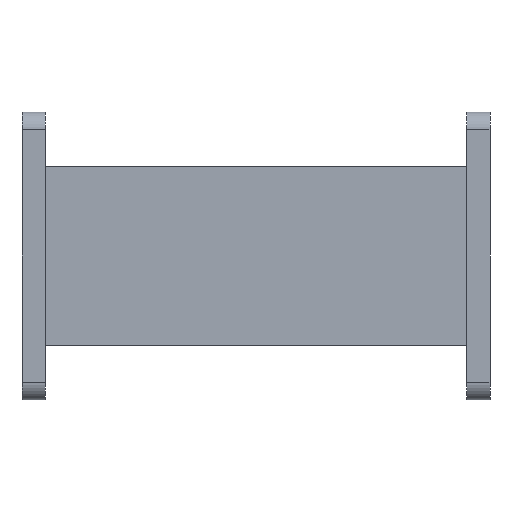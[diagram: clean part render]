
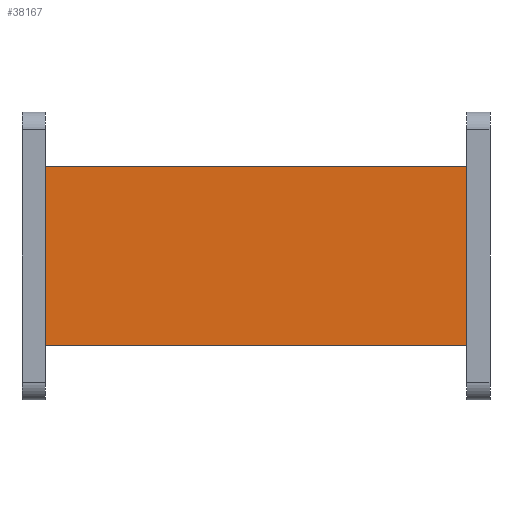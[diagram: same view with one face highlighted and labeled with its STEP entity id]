
A CAD part, front view. The second image highlights one B-rep face of the part: STEP entity #38167.
In plain terms, the highlighted planar face has unit normal (0, -1, 0).
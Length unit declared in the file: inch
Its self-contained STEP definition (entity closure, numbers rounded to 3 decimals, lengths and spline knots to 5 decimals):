
#525 = AXIS2_PLACEMENT_3D ( 'NONE', #20852, #11981, #27400 ) ;
#2902 = PLANE ( 'NONE',  #525 ) ;
#3089 = VECTOR ( 'NONE', #29990, 39.37008 ) ;
#4876 = EDGE_CURVE ( 'NONE', #18559, #7382, #16600, .T. ) ;
#6133 = LINE ( 'NONE', #21529, #26376 ) ;
#7382 = VERTEX_POINT ( 'NONE', #29244 ) ;
#8504 = CARTESIAN_POINT ( 'NONE',  ( -2.83465, -0.63642, 1.20906 ) ) ;
#9029 = ORIENTED_EDGE ( 'NONE', *, *, #32266, .T. ) ;
#9891 = ORIENTED_EDGE ( 'NONE', *, *, #36024, .F. ) ;
#10198 = VERTEX_POINT ( 'NONE', #8504 ) ;
#10867 = EDGE_LOOP ( 'NONE', ( #27412, #32886, #9891, #9029 ) ) ;
#11981 = DIRECTION ( 'NONE',  ( 0., 1., 0. ) ) ;
#12575 = VECTOR ( 'NONE', #29231, 39.37008 ) ;
#14079 = CARTESIAN_POINT ( 'NONE',  ( 2.83465, -0.63642, 1.20906 ) ) ;
#14394 = CARTESIAN_POINT ( 'NONE',  ( -2.83465, -0.63642, 1.20906 ) ) ;
#15111 = EDGE_CURVE ( 'NONE', #37523, #7382, #6133, .T. ) ;
#15718 = FACE_OUTER_BOUND ( 'NONE', #10867, .T. ) ;
#16600 = LINE ( 'NONE', #19740, #38118 ) ;
#16791 = LINE ( 'NONE', #14394, #12575 ) ;
#18559 = VERTEX_POINT ( 'NONE', #14079 ) ;
#19263 = CARTESIAN_POINT ( 'NONE',  ( -2.83465, -0.63642, -1.20906 ) ) ;
#19740 = CARTESIAN_POINT ( 'NONE',  ( 2.83465, -0.63642, 1.20906 ) ) ;
#20852 = CARTESIAN_POINT ( 'NONE',  ( -2.83465, -0.63642, 1.20906 ) ) ;
#21529 = CARTESIAN_POINT ( 'NONE',  ( -2.83465, -0.63642, -1.20906 ) ) ;
#26376 = VECTOR ( 'NONE', #36176, 39.37008 ) ;
#27400 = DIRECTION ( 'NONE',  ( 0., 0., 1. ) ) ;
#27412 = ORIENTED_EDGE ( 'NONE', *, *, #15111, .T. ) ;
#29231 = DIRECTION ( 'NONE',  ( 1., 0., 0. ) ) ;
#29240 = DIRECTION ( 'NONE',  ( 0., 0., -1. ) ) ;
#29244 = CARTESIAN_POINT ( 'NONE',  ( 2.83465, -0.63642, -1.20906 ) ) ;
#29990 = DIRECTION ( 'NONE',  ( 0., 0., -1. ) ) ;
#32266 = EDGE_CURVE ( 'NONE', #10198, #37523, #39088, .T. ) ;
#32886 = ORIENTED_EDGE ( 'NONE', *, *, #4876, .F. ) ;
#36024 = EDGE_CURVE ( 'NONE', #10198, #18559, #16791, .T. ) ;
#36176 = DIRECTION ( 'NONE',  ( 1., 0., 0. ) ) ;
#36696 = CARTESIAN_POINT ( 'NONE',  ( -2.83465, -0.63642, 1.20906 ) ) ;
#37523 = VERTEX_POINT ( 'NONE', #19263 ) ;
#38118 = VECTOR ( 'NONE', #29240, 39.37008 ) ;
#38167 = ADVANCED_FACE ( 'NONE', ( #15718 ), #2902, .F. ) ;
#39088 = LINE ( 'NONE', #36696, #3089 ) ;
